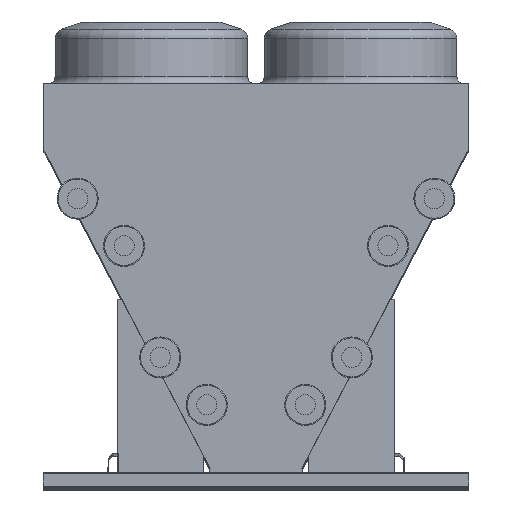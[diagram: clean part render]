
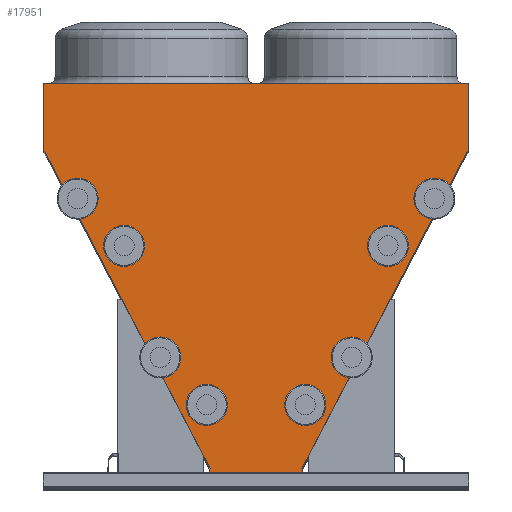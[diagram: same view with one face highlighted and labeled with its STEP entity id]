
A CAD part, top view. The second image highlights one B-rep face of the part: STEP entity #17951.
In plain terms, the highlighted planar face has unit normal (0, 0, 1).
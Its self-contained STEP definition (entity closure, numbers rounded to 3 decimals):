
#112 = LINE ( 'NONE', #25134, #31849 ) ;
#626 = DIRECTION ( 'NONE',  ( 0.887, -0.462, 0. ) ) ;
#1023 = VERTEX_POINT ( 'NONE', #22255 ) ;
#1717 = ORIENTED_EDGE ( 'NONE', *, *, #21883, .T. ) ;
#1957 = EDGE_CURVE ( 'NONE', #31592, #22693, #8040, .T. ) ;
#2548 = LINE ( 'NONE', #31185, #17971 ) ;
#2760 = EDGE_CURVE ( 'NONE', #3900, #16454, #3619, .T. ) ;
#2875 = ORIENTED_EDGE ( 'NONE', *, *, #26772, .T. ) ;
#3075 = CARTESIAN_POINT ( 'NONE',  ( 279.893, 0., 0. ) ) ;
#3314 = VECTOR ( 'NONE', #4841, 1000. ) ;
#3467 = ORIENTED_EDGE ( 'NONE', *, *, #28690, .T. ) ;
#3619 = LINE ( 'NONE', #34829, #35400 ) ;
#3766 = VECTOR ( 'NONE', #19966, 1000. ) ;
#3900 = VERTEX_POINT ( 'NONE', #6755 ) ;
#4609 = VECTOR ( 'NONE', #9574, 1000. ) ;
#4841 = DIRECTION ( 'NONE',  ( -0.461, -0.887, 0. ) ) ;
#5297 = LINE ( 'NONE', #22771, #11572 ) ;
#5388 = VERTEX_POINT ( 'NONE', #17058 ) ;
#5454 = CARTESIAN_POINT ( 'NONE',  ( -245.403, 20.223, 0. ) ) ;
#6276 = VERTEX_POINT ( 'NONE', #37663 ) ;
#6450 = CARTESIAN_POINT ( 'NONE',  ( -1127.739, 1711.053, 0. ) ) ;
#6700 = ORIENTED_EDGE ( 'NONE', *, *, #28468, .T. ) ;
#6755 = CARTESIAN_POINT ( 'NONE',  ( 279.893, 1.482, 0. ) ) ;
#6769 = EDGE_CURVE ( 'NONE', #16454, #6276, #37570, .T. ) ;
#7020 = EDGE_CURVE ( 'NONE', #8273, #38119, #5297, .T. ) ;
#7225 = VERTEX_POINT ( 'NONE', #28962 ) ;
#7257 = CARTESIAN_POINT ( 'NONE',  ( -279.893, 0., 0. ) ) ;
#7404 = CARTESIAN_POINT ( 'NONE',  ( 1136.15, 1727.462, 0. ) ) ;
#7616 = VECTOR ( 'NONE', #36712, 1000. ) ;
#7775 = ORIENTED_EDGE ( 'NONE', *, *, #24371, .T. ) ;
#7941 = CARTESIAN_POINT ( 'NONE',  ( -246.893, 17.358, 0. ) ) ;
#8040 = LINE ( 'NONE', #20903, #39794 ) ;
#8273 = VERTEX_POINT ( 'NONE', #22808 ) ;
#8394 = DIRECTION ( 'NONE',  ( -1., 0., 0. ) ) ;
#8452 = AXIS2_PLACEMENT_3D ( 'NONE', #25429, #13236, #34731 ) ;
#8681 = DIRECTION ( 'NONE',  ( 0., 1., 0. ) ) ;
#9423 = CARTESIAN_POINT ( 'NONE',  ( 1127.607, 1711.053, 0. ) ) ;
#9524 = DIRECTION ( 'NONE',  ( 0., 1., 0. ) ) ;
#9574 = DIRECTION ( 'NONE',  ( 0.887, 0.462, 0. ) ) ;
#9581 = CARTESIAN_POINT ( 'NONE',  ( -279.893, 1.482, 0. ) ) ;
#9590 = DIRECTION ( 'NONE',  ( 0.462, 0.887, 0. ) ) ;
#9713 = VERTEX_POINT ( 'NONE', #13999 ) ;
#9940 = VECTOR ( 'NONE', #16351, 1000. ) ;
#10649 = LINE ( 'NONE', #37610, #26936 ) ;
#11572 = VECTOR ( 'NONE', #32073, 1000. ) ;
#11602 = ORIENTED_EDGE ( 'NONE', *, *, #20869, .T. ) ;
#12352 = ORIENTED_EDGE ( 'NONE', *, *, #26525, .T. ) ;
#12499 = LINE ( 'NONE', #7941, #3314 ) ;
#12793 = LINE ( 'NONE', #6450, #4609 ) ;
#12952 = DIRECTION ( 'NONE',  ( 0., -1., 0. ) ) ;
#13236 = DIRECTION ( 'NONE',  ( 0., 0., -1. ) ) ;
#13402 = VECTOR ( 'NONE', #16448, 1000. ) ;
#13453 = LINE ( 'NONE', #28063, #20645 ) ;
#13969 = ORIENTED_EDGE ( 'NONE', *, *, #17366, .T. ) ;
#13976 = VECTOR ( 'NONE', #32060, 1000. ) ;
#13999 = CARTESIAN_POINT ( 'NONE',  ( 279.893, 0., 0. ) ) ;
#14319 = FACE_OUTER_BOUND ( 'NONE', #20139, .T. ) ;
#14941 = LINE ( 'NONE', #25992, #13976 ) ;
#15029 = VECTOR ( 'NONE', #626, 1000. ) ;
#16351 = DIRECTION ( 'NONE',  ( 0.462, 0.887, 0. ) ) ;
#16413 = VERTEX_POINT ( 'NONE', #26566 ) ;
#16448 = DIRECTION ( 'NONE',  ( 0., -1., 0. ) ) ;
#16454 = VERTEX_POINT ( 'NONE', #18164 ) ;
#16458 = DIRECTION ( 'NONE',  ( -1., 0., 0. ) ) ;
#16900 = CARTESIAN_POINT ( 'NONE',  ( 246.893, 17.358, 0. ) ) ;
#17058 = CARTESIAN_POINT ( 'NONE',  ( -1136.282, 2083.62, 0. ) ) ;
#17366 = EDGE_CURVE ( 'NONE', #6276, #19296, #28285, .T. ) ;
#17465 = ORIENTED_EDGE ( 'NONE', *, *, #6769, .T. ) ;
#17523 = VECTOR ( 'NONE', #8394, 1000. ) ;
#17951 = ADVANCED_FACE ( 'NONE', ( #14319 ), #34588, .F. ) ;
#17971 = VECTOR ( 'NONE', #9590, 1000. ) ;
#17993 = ORIENTED_EDGE ( 'NONE', *, *, #7020, .T. ) ;
#18164 = CARTESIAN_POINT ( 'NONE',  ( 246.893, 1.482, 0. ) ) ;
#18905 = VERTEX_POINT ( 'NONE', #21080 ) ;
#19068 = CARTESIAN_POINT ( 'NONE',  ( 1127.607, 1711.053, 0. ) ) ;
#19296 = VERTEX_POINT ( 'NONE', #26004 ) ;
#19302 = CARTESIAN_POINT ( 'NONE',  ( 245.39, 20.232, 0. ) ) ;
#19966 = DIRECTION ( 'NONE',  ( -0.463, 0.886, 0. ) ) ;
#19986 = ORIENTED_EDGE ( 'NONE', *, *, #2760, .T. ) ;
#20139 = EDGE_LOOP ( 'NONE', ( #11602, #12352, #21408, #17993, #24569, #30773, #6700, #26764, #22431, #30607, #19986, #17465, #13969, #2875, #1717, #3467, #25623, #7775 ) ) ;
#20645 = VECTOR ( 'NONE', #37388, 1000. ) ;
#20869 = EDGE_CURVE ( 'NONE', #5388, #31205, #112, .T. ) ;
#20903 = CARTESIAN_POINT ( 'NONE',  ( 1136.15, 2083.62, 0. ) ) ;
#21080 = CARTESIAN_POINT ( 'NONE',  ( -1127.739, 1711.053, 0. ) ) ;
#21190 = VECTOR ( 'NONE', #9524, 1000. ) ;
#21408 = ORIENTED_EDGE ( 'NONE', *, *, #27144, .T. ) ;
#21883 = EDGE_CURVE ( 'NONE', #7225, #23550, #38627, .T. ) ;
#22255 = CARTESIAN_POINT ( 'NONE',  ( -246.893, 17.358, 0. ) ) ;
#22431 = ORIENTED_EDGE ( 'NONE', *, *, #24224, .T. ) ;
#22693 = VERTEX_POINT ( 'NONE', #29462 ) ;
#22771 = CARTESIAN_POINT ( 'NONE',  ( -245.403, 20.223, 0. ) ) ;
#22808 = CARTESIAN_POINT ( 'NONE',  ( -1126.246, 1711.83, 0. ) ) ;
#23550 = VERTEX_POINT ( 'NONE', #9423 ) ;
#23596 = EDGE_CURVE ( 'NONE', #1023, #16413, #13453, .T. ) ;
#23785 = CARTESIAN_POINT ( 'NONE',  ( -1136.282, 1727.462, 0. ) ) ;
#23931 = LINE ( 'NONE', #3075, #7616 ) ;
#24080 = VERTEX_POINT ( 'NONE', #27602 ) ;
#24224 = EDGE_CURVE ( 'NONE', #24080, #9713, #10649, .T. ) ;
#24371 = EDGE_CURVE ( 'NONE', #22693, #5388, #14941, .T. ) ;
#24569 = ORIENTED_EDGE ( 'NONE', *, *, #37428, .T. ) ;
#25134 = CARTESIAN_POINT ( 'NONE',  ( -1136.282, 1727.462, 0. ) ) ;
#25318 = DIRECTION ( 'NONE',  ( 1., 0., 0. ) ) ;
#25429 = CARTESIAN_POINT ( 'NONE',  ( 0., 0., 0. ) ) ;
#25623 = ORIENTED_EDGE ( 'NONE', *, *, #1957, .T. ) ;
#25635 = EDGE_CURVE ( 'NONE', #37127, #24080, #37957, .T. ) ;
#25638 = LINE ( 'NONE', #26901, #17523 ) ;
#25790 = LINE ( 'NONE', #33514, #33969 ) ;
#25992 = CARTESIAN_POINT ( 'NONE',  ( -1136.282, 2083.62, 0. ) ) ;
#26004 = CARTESIAN_POINT ( 'NONE',  ( 245.39, 20.232, 0. ) ) ;
#26252 = LINE ( 'NONE', #19302, #9940 ) ;
#26525 = EDGE_CURVE ( 'NONE', #31205, #18905, #25790, .T. ) ;
#26566 = CARTESIAN_POINT ( 'NONE',  ( -246.893, 1.482, 0. ) ) ;
#26764 = ORIENTED_EDGE ( 'NONE', *, *, #25635, .T. ) ;
#26772 = EDGE_CURVE ( 'NONE', #19296, #7225, #26252, .T. ) ;
#26901 = CARTESIAN_POINT ( 'NONE',  ( -279.893, 1.482, 0. ) ) ;
#26936 = VECTOR ( 'NONE', #25318, 1000. ) ;
#27144 = EDGE_CURVE ( 'NONE', #18905, #8273, #12793, .T. ) ;
#27602 = CARTESIAN_POINT ( 'NONE',  ( -279.893, 0., 0. ) ) ;
#28063 = CARTESIAN_POINT ( 'NONE',  ( -246.893, 17.358, 0. ) ) ;
#28285 = LINE ( 'NONE', #16900, #3766 ) ;
#28468 = EDGE_CURVE ( 'NONE', #16413, #37127, #25638, .T. ) ;
#28690 = EDGE_CURVE ( 'NONE', #23550, #31592, #2548, .T. ) ;
#28962 = CARTESIAN_POINT ( 'NONE',  ( 1126.218, 1711.776, 0. ) ) ;
#29462 = CARTESIAN_POINT ( 'NONE',  ( 1136.15, 2083.62, 0. ) ) ;
#30607 = ORIENTED_EDGE ( 'NONE', *, *, #33042, .T. ) ;
#30773 = ORIENTED_EDGE ( 'NONE', *, *, #23596, .T. ) ;
#31185 = CARTESIAN_POINT ( 'NONE',  ( 1127.607, 1711.053, 0. ) ) ;
#31205 = VERTEX_POINT ( 'NONE', #23785 ) ;
#31592 = VERTEX_POINT ( 'NONE', #7404 ) ;
#31849 = VECTOR ( 'NONE', #12952, 1000. ) ;
#32060 = DIRECTION ( 'NONE',  ( -1., 0., 0. ) ) ;
#32073 = DIRECTION ( 'NONE',  ( 0.462, -0.887, 0. ) ) ;
#33042 = EDGE_CURVE ( 'NONE', #9713, #3900, #23931, .T. ) ;
#33514 = CARTESIAN_POINT ( 'NONE',  ( -1127.739, 1711.053, 0. ) ) ;
#33950 = CARTESIAN_POINT ( 'NONE',  ( 246.893, 17.358, 0. ) ) ;
#33969 = VECTOR ( 'NONE', #36635, 1000. ) ;
#34588 = PLANE ( 'NONE',  #8452 ) ;
#34731 = DIRECTION ( 'NONE',  ( -1., 0., 0. ) ) ;
#34829 = CARTESIAN_POINT ( 'NONE',  ( 279.893, 1.482, 0. ) ) ;
#35400 = VECTOR ( 'NONE', #16458, 1000. ) ;
#36635 = DIRECTION ( 'NONE',  ( 0.462, -0.887, 0. ) ) ;
#36712 = DIRECTION ( 'NONE',  ( 0., 1., 0. ) ) ;
#37127 = VERTEX_POINT ( 'NONE', #9581 ) ;
#37388 = DIRECTION ( 'NONE',  ( 0., -1., 0. ) ) ;
#37428 = EDGE_CURVE ( 'NONE', #38119, #1023, #12499, .T. ) ;
#37570 = LINE ( 'NONE', #33950, #21190 ) ;
#37610 = CARTESIAN_POINT ( 'NONE',  ( 279.893, 0., 0. ) ) ;
#37663 = CARTESIAN_POINT ( 'NONE',  ( 246.893, 17.358, 0. ) ) ;
#37957 = LINE ( 'NONE', #7257, #13402 ) ;
#38119 = VERTEX_POINT ( 'NONE', #5454 ) ;
#38627 = LINE ( 'NONE', #19068, #15029 ) ;
#39794 = VECTOR ( 'NONE', #8681, 1000. ) ;
